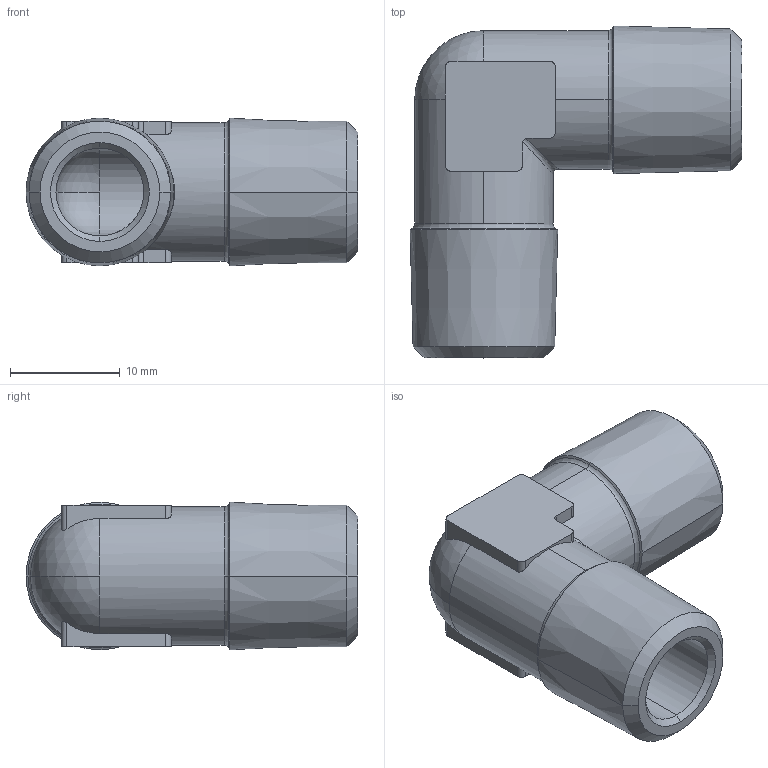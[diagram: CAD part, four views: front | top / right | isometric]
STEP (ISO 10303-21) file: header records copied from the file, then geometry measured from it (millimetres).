
FILE_DESCRIPTION (( 'STEP AP203' ), '1' );
FILE_NAME ('05250002.STEP', '2010-09-13T15:07:35', ( 'Flavio' ), ( '' ), 'SwSTEP 2.0', 'SolidWorks 2009', '' );
FILE_SCHEMA (( 'CONFIG_CONTROL_DESIGN' ));
Length unit declared in the file: millimetre
Products named in the file (1): 05250002
Bounding box: 30.22 x 30.22 x 13.45 mm (x, y, z)
Volume: 3759 mm3; surface area: 3213.2 mm2
Topology: 1 solids, 1 shells, 61 faces, 163 edges, 102 vertices
Faces by surface type: cylinder 20, cone 16, plane 16, torus 4, sphere 4, bspline 1
Entity records: 2209 total; most frequent: CARTESIAN_POINT 596, DIRECTION 338, ORIENTED_EDGE 322, EDGE_CURVE 161, AXIS2_PLACEMENT_3D 135, VERTEX_POINT 102, CIRCLE 74, VECTOR 68
